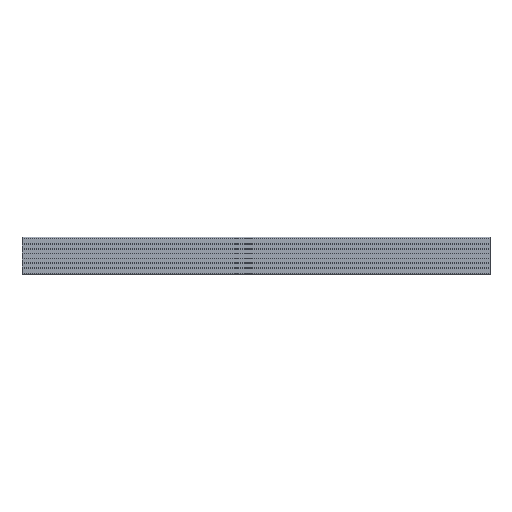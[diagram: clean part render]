
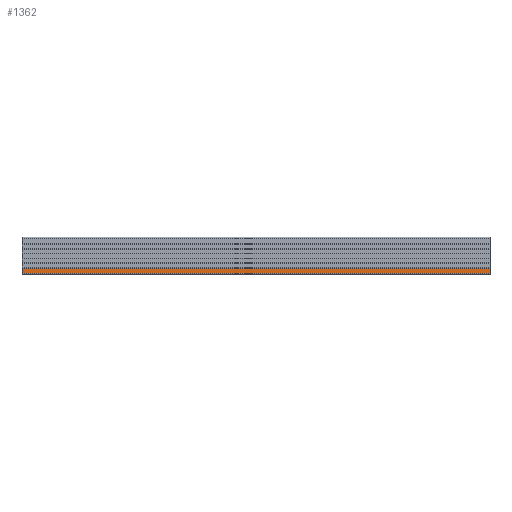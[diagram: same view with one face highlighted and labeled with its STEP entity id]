
A CAD part, front view. The second image highlights one B-rep face of the part: STEP entity #1362.
In plain terms, the highlighted planar face has unit normal (0, -1, 0).
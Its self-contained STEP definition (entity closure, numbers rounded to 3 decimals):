
#41 = VERTEX_POINT ( 'NONE', #16452 ) ;
#88 = VERTEX_POINT ( 'NONE', #16492 ) ;
#93 = VERTEX_POINT ( 'NONE', #16488 ) ;
#97 = VERTEX_POINT ( 'NONE', #16482 ) ;
#1362 = ADVANCED_FACE ( 'NONE', ( #8203 ), #9661, .T. ) ;
#1877 = EDGE_LOOP ( 'NONE', ( #5866, #6222, #6220, #5861 ) ) ;
#4453 = EDGE_CURVE ( 'NONE', #97, #93, #12736, .T. ) ;
#4541 = EDGE_CURVE ( 'NONE', #41, #88, #12910, .T. ) ;
#4585 = EDGE_CURVE ( 'NONE', #88, #93, #12981, .T. ) ;
#4662 = EDGE_CURVE ( 'NONE', #97, #41, #14230, .T. ) ;
#5178 = AXIS2_PLACEMENT_3D ( 'NONE', #9664, #9670, #9671 ) ;
#5861 = ORIENTED_EDGE ( 'NONE', *, *, #4541, .F. ) ;
#5866 = ORIENTED_EDGE ( 'NONE', *, *, #4662, .F. ) ;
#6220 = ORIENTED_EDGE ( 'NONE', *, *, #4585, .F. ) ;
#6222 = ORIENTED_EDGE ( 'NONE', *, *, #4453, .T. ) ;
#8203 = FACE_OUTER_BOUND ( 'NONE', #1877, .T. ) ;
#9661 = PLANE ( 'NONE',  #5178 ) ;
#9664 = CARTESIAN_POINT ( 'NONE',  ( -1178.885, -80., -25.8 ) ) ;
#9670 = DIRECTION ( 'NONE',  ( 0., -1., 0. ) ) ;
#9671 = DIRECTION ( 'NONE',  ( 0., 0., -1. ) ) ;
#12736 = LINE ( 'NONE', #13734, #12737 ) ;
#12737 = VECTOR ( 'NONE', #13735, 1000. ) ;
#12910 = LINE ( 'NONE', #13912, #12911 ) ;
#12911 = VECTOR ( 'NONE', #13913, 1000. ) ;
#12981 = LINE ( 'NONE', #13994, #12998 ) ;
#12998 = VECTOR ( 'NONE', #14001, 1000. ) ;
#13734 = CARTESIAN_POINT ( 'NONE',  ( -1178.885, -80., -37. ) ) ;
#13735 = DIRECTION ( 'NONE',  ( 1., 0., 0. ) ) ;
#13912 = CARTESIAN_POINT ( 'NONE',  ( -1178.885, -80., -25.8 ) ) ;
#13913 = DIRECTION ( 'NONE',  ( 1., 0., 0. ) ) ;
#13994 = CARTESIAN_POINT ( 'NONE',  ( 0., -80., -25.8 ) ) ;
#14001 = DIRECTION ( 'NONE',  ( 0., 0., -1. ) ) ;
#14133 = DIRECTION ( 'NONE',  ( 0., 0., 1. ) ) ;
#14135 = CARTESIAN_POINT ( 'NONE',  ( -1000., -80., -25.8 ) ) ;
#14230 = LINE ( 'NONE', #14135, #14253 ) ;
#14253 = VECTOR ( 'NONE', #14133, 1000. ) ;
#16452 = CARTESIAN_POINT ( 'NONE',  ( -1000., -80., -25.8 ) ) ;
#16482 = CARTESIAN_POINT ( 'NONE',  ( -1000., -80., -37. ) ) ;
#16488 = CARTESIAN_POINT ( 'NONE',  ( 0., -80., -37. ) ) ;
#16492 = CARTESIAN_POINT ( 'NONE',  ( 0., -80., -25.8 ) ) ;
